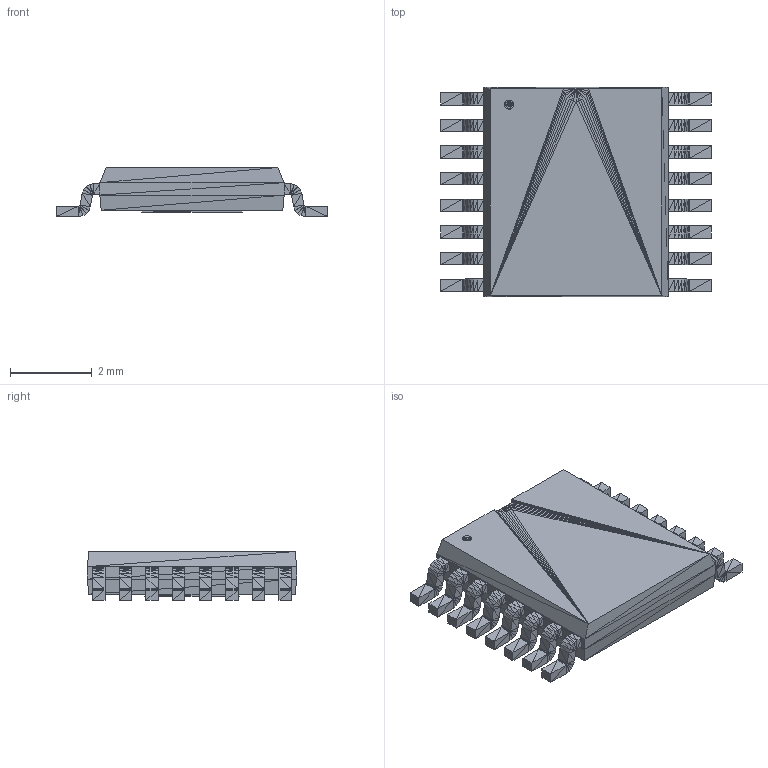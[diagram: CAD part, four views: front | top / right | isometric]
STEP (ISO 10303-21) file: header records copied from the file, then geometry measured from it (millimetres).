
FILE_DESCRIPTION(('STEP AP214'),'1');
FILE_NAME('PWP16_2P31X2P46-','2016-08-29T10:23:05',(''),(''),'','','');
FILE_SCHEMA(('AUTOMOTIVE_DESIGN'));
Length unit declared in the file: millimetre
Products named in the file (1): product
Bounding box: 6.6 x 5.11 x 1.19 mm (x, y, z)
Surface area: 97.8 mm2 (no closed solid volume)
Topology: 0 solids, 1615 shells, 1615 faces, 4845 edges, 4845 vertices
Faces by surface type: plane 1615
Entity records: 53354 total; most frequent: CARTESIAN_POINT 11306, DIRECTION 8077, ORIENTED_EDGE 4845, EDGE_CURVE 4845, VERTEX_POINT 4845, LINE 4845, VECTOR 4845, AXIS2_PLACEMENT_3D 1616
